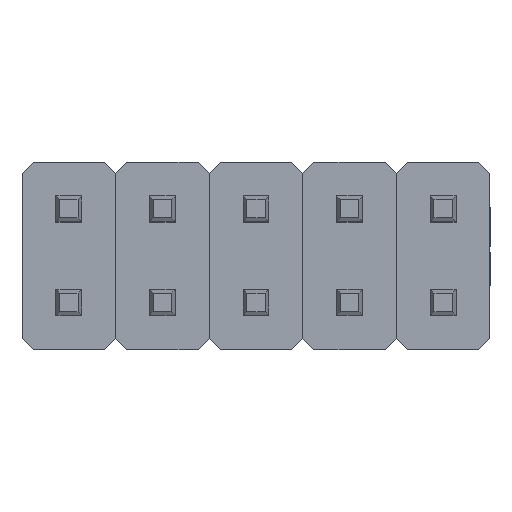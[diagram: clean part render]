
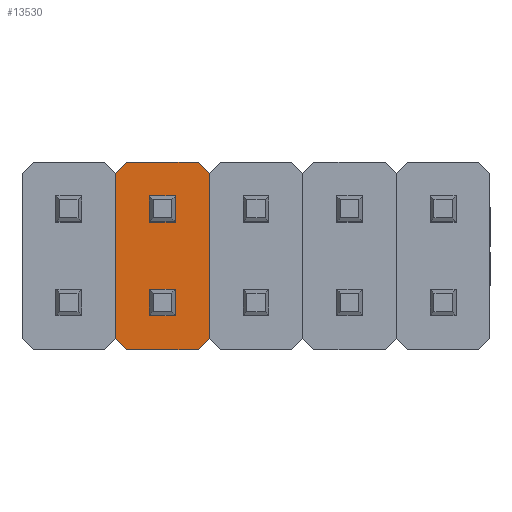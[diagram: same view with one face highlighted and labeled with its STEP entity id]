
A CAD part, top view. The second image highlights one B-rep face of the part: STEP entity #13530.
In plain terms, the highlighted planar face has unit normal (0, 0, 1).
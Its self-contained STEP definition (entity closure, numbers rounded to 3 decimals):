
#27 = EDGE_LOOP ( 'NONE', ( #11951, #9630, #3241, #7499 ) ) ;
#134 = LINE ( 'NONE', #4099, #14520 ) ;
#439 = CARTESIAN_POINT ( 'NONE',  ( -2.19, 1.62, 2.5 ) ) ;
#487 = ORIENTED_EDGE ( 'NONE', *, *, #6070, .F. ) ;
#635 = CARTESIAN_POINT ( 'NONE',  ( -2.19, -0.92, 2.5 ) ) ;
#984 = PLANE ( 'NONE',  #12338 ) ;
#1124 = VECTOR ( 'NONE', #12455, 1000. ) ;
#1132 = CARTESIAN_POINT ( 'NONE',  ( -2.54, 1.62, 2.5 ) ) ;
#1221 = CARTESIAN_POINT ( 'NONE',  ( -2.54, 1.27, 2.5 ) ) ;
#1297 = ORIENTED_EDGE ( 'NONE', *, *, #8902, .F. ) ;
#1565 = VECTOR ( 'NONE', #7723, 1000. ) ;
#1883 = VECTOR ( 'NONE', #6017, 1000. ) ;
#2060 = EDGE_CURVE ( 'NONE', #2294, #11814, #9581, .T. ) ;
#2215 = LINE ( 'NONE', #4690, #1883 ) ;
#2238 = CARTESIAN_POINT ( 'NONE',  ( -3.51, 2.54, 2.5 ) ) ;
#2268 = EDGE_CURVE ( 'NONE', #9719, #3076, #10425, .T. ) ;
#2294 = VERTEX_POINT ( 'NONE', #439 ) ;
#2321 = ORIENTED_EDGE ( 'NONE', *, *, #15639, .T. ) ;
#2535 = DIRECTION ( 'NONE',  ( 1., 0., 0. ) ) ;
#2613 = VECTOR ( 'NONE', #14213, 1000. ) ;
#2648 = CARTESIAN_POINT ( 'NONE',  ( -3.81, 2.24, 2.5 ) ) ;
#2685 = VERTEX_POINT ( 'NONE', #11728 ) ;
#2724 = EDGE_CURVE ( 'NONE', #4145, #11743, #13950, .T. ) ;
#3076 = VERTEX_POINT ( 'NONE', #12339 ) ;
#3241 = ORIENTED_EDGE ( 'NONE', *, *, #10194, .F. ) ;
#3320 = LINE ( 'NONE', #10925, #15790 ) ;
#3694 = VECTOR ( 'NONE', #4186, 1000. ) ;
#3699 = FACE_BOUND ( 'NONE', #15755, .T. ) ;
#3711 = DIRECTION ( 'NONE',  ( -1., 0., 0. ) ) ;
#4024 = CARTESIAN_POINT ( 'NONE',  ( -1.27, 2.24, 2.5 ) ) ;
#4099 = CARTESIAN_POINT ( 'NONE',  ( -2.54, -1.62, 2.5 ) ) ;
#4145 = VERTEX_POINT ( 'NONE', #15776 ) ;
#4150 = VERTEX_POINT ( 'NONE', #8722 ) ;
#4186 = DIRECTION ( 'NONE',  ( 0., -1., 0. ) ) ;
#4204 = DIRECTION ( 'NONE',  ( 0., 1., 0. ) ) ;
#4205 = DIRECTION ( 'NONE',  ( 0., 1., 0. ) ) ;
#4463 = VECTOR ( 'NONE', #6097, 1000. ) ;
#4690 = CARTESIAN_POINT ( 'NONE',  ( -2.89, 1.27, 2.5 ) ) ;
#4785 = ORIENTED_EDGE ( 'NONE', *, *, #7628, .T. ) ;
#4870 = FACE_OUTER_BOUND ( 'NONE', #8541, .T. ) ;
#5062 = CARTESIAN_POINT ( 'NONE',  ( -3.81, 2.24, 2.5 ) ) ;
#5113 = VERTEX_POINT ( 'NONE', #14171 ) ;
#5155 = ORIENTED_EDGE ( 'NONE', *, *, #10397, .T. ) ;
#5169 = ORIENTED_EDGE ( 'NONE', *, *, #10018, .T. ) ;
#5365 = CARTESIAN_POINT ( 'NONE',  ( -1.57, 2.54, 2.5 ) ) ;
#5533 = VECTOR ( 'NONE', #10965, 1000. ) ;
#5537 = CARTESIAN_POINT ( 'NONE',  ( -2.89, -1.62, 2.5 ) ) ;
#5569 = VECTOR ( 'NONE', #10389, 1000. ) ;
#5688 = CARTESIAN_POINT ( 'NONE',  ( -1.27, 2.24, 2.5 ) ) ;
#5952 = VERTEX_POINT ( 'NONE', #15004 ) ;
#5988 = EDGE_CURVE ( 'NONE', #6268, #4145, #13540, .T. ) ;
#6017 = DIRECTION ( 'NONE',  ( 0., -1., 0. ) ) ;
#6070 = EDGE_CURVE ( 'NONE', #15155, #2294, #8033, .T. ) ;
#6097 = DIRECTION ( 'NONE',  ( -1., 0., 0. ) ) ;
#6237 = CARTESIAN_POINT ( 'NONE',  ( -2.19, 0.92, 2.5 ) ) ;
#6268 = VERTEX_POINT ( 'NONE', #12574 ) ;
#6269 = DIRECTION ( 'NONE',  ( 0., 0., 1. ) ) ;
#6327 = CARTESIAN_POINT ( 'NONE',  ( -3.81, -2.24, 2.5 ) ) ;
#6516 = ORIENTED_EDGE ( 'NONE', *, *, #2268, .T. ) ;
#6601 = ORIENTED_EDGE ( 'NONE', *, *, #2724, .T. ) ;
#6887 = DIRECTION ( 'NONE',  ( 1., 0., 0. ) ) ;
#7321 = DIRECTION ( 'NONE',  ( -1., 0., 0. ) ) ;
#7427 = EDGE_CURVE ( 'NONE', #16073, #5952, #3320, .T. ) ;
#7467 = LINE ( 'NONE', #13934, #1124 ) ;
#7499 = ORIENTED_EDGE ( 'NONE', *, *, #7427, .F. ) ;
#7589 = ORIENTED_EDGE ( 'NONE', *, *, #5988, .T. ) ;
#7628 = EDGE_CURVE ( 'NONE', #2685, #9719, #15737, .T. ) ;
#7723 = DIRECTION ( 'NONE',  ( -0.707, -0.707, 0. ) ) ;
#8019 = CARTESIAN_POINT ( 'NONE',  ( -2.89, 1.27, 2.5 ) ) ;
#8033 = LINE ( 'NONE', #14094, #13633 ) ;
#8130 = ORIENTED_EDGE ( 'NONE', *, *, #9032, .T. ) ;
#8174 = LINE ( 'NONE', #8019, #3694 ) ;
#8220 = VECTOR ( 'NONE', #8811, 1000. ) ;
#8427 = CARTESIAN_POINT ( 'NONE',  ( -2.89, 1.62, 2.5 ) ) ;
#8541 = EDGE_LOOP ( 'NONE', ( #5169, #4785, #6516, #8130, #2321, #7589, #6601, #5155 ) ) ;
#8573 = CARTESIAN_POINT ( 'NONE',  ( -2.19, 1.27, 2.5 ) ) ;
#8603 = FACE_BOUND ( 'NONE', #27, .T. ) ;
#8722 = CARTESIAN_POINT ( 'NONE',  ( -2.89, 0.92, 2.5 ) ) ;
#8811 = DIRECTION ( 'NONE',  ( 0., 1., 0. ) ) ;
#8902 = EDGE_CURVE ( 'NONE', #4150, #15155, #7467, .T. ) ;
#9032 = EDGE_CURVE ( 'NONE', #3076, #15921, #9416, .T. ) ;
#9201 = CARTESIAN_POINT ( 'NONE',  ( -1.57, -2.54, 2.5 ) ) ;
#9416 = LINE ( 'NONE', #5688, #14815 ) ;
#9463 = CARTESIAN_POINT ( 'NONE',  ( -1.57, -2.54, 2.5 ) ) ;
#9581 = LINE ( 'NONE', #1132, #4463 ) ;
#9630 = ORIENTED_EDGE ( 'NONE', *, *, #15950, .F. ) ;
#9719 = VERTEX_POINT ( 'NONE', #9463 ) ;
#9930 = LINE ( 'NONE', #5062, #10278 ) ;
#10018 = EDGE_CURVE ( 'NONE', #12311, #2685, #12196, .T. ) ;
#10194 = EDGE_CURVE ( 'NONE', #5952, #13332, #8174, .T. ) ;
#10278 = VECTOR ( 'NONE', #11240, 1000. ) ;
#10389 = DIRECTION ( 'NONE',  ( -0.707, 0.707, 0. ) ) ;
#10397 = EDGE_CURVE ( 'NONE', #11743, #12311, #9930, .T. ) ;
#10425 = LINE ( 'NONE', #9201, #2613 ) ;
#10553 = LINE ( 'NONE', #5365, #5569 ) ;
#10925 = CARTESIAN_POINT ( 'NONE',  ( -2.54, -0.92, 2.5 ) ) ;
#10950 = EDGE_CURVE ( 'NONE', #11814, #4150, #2215, .T. ) ;
#10965 = DIRECTION ( 'NONE',  ( 0.707, -0.707, 0. ) ) ;
#11182 = LINE ( 'NONE', #8573, #8220 ) ;
#11240 = DIRECTION ( 'NONE',  ( 0., -1., 0. ) ) ;
#11265 = VECTOR ( 'NONE', #3711, 1000. ) ;
#11728 = CARTESIAN_POINT ( 'NONE',  ( -3.51, -2.54, 2.5 ) ) ;
#11743 = VERTEX_POINT ( 'NONE', #13348 ) ;
#11814 = VERTEX_POINT ( 'NONE', #8427 ) ;
#11951 = ORIENTED_EDGE ( 'NONE', *, *, #15169, .F. ) ;
#12137 = VECTOR ( 'NONE', #6887, 1000. ) ;
#12196 = LINE ( 'NONE', #16050, #5533 ) ;
#12311 = VERTEX_POINT ( 'NONE', #6327 ) ;
#12338 = AXIS2_PLACEMENT_3D ( 'NONE', #1221, #6269, #2535 ) ;
#12339 = CARTESIAN_POINT ( 'NONE',  ( -1.27, -2.24, 2.5 ) ) ;
#12455 = DIRECTION ( 'NONE',  ( 1., 0., 0. ) ) ;
#12574 = CARTESIAN_POINT ( 'NONE',  ( -1.57, 2.54, 2.5 ) ) ;
#12827 = DIRECTION ( 'NONE',  ( 1., 0., 0. ) ) ;
#12865 = CARTESIAN_POINT ( 'NONE',  ( -3.51, -2.54, 2.5 ) ) ;
#13189 = ORIENTED_EDGE ( 'NONE', *, *, #10950, .F. ) ;
#13332 = VERTEX_POINT ( 'NONE', #5537 ) ;
#13348 = CARTESIAN_POINT ( 'NONE',  ( -3.81, 2.24, 2.5 ) ) ;
#13530 = ADVANCED_FACE ( 'NONE', ( #4870, #3699, #8603 ), #984, .T. ) ;
#13540 = LINE ( 'NONE', #2238, #11265 ) ;
#13633 = VECTOR ( 'NONE', #4204, 1000. ) ;
#13934 = CARTESIAN_POINT ( 'NONE',  ( -2.54, 0.92, 2.5 ) ) ;
#13950 = LINE ( 'NONE', #2648, #1565 ) ;
#14094 = CARTESIAN_POINT ( 'NONE',  ( -2.19, 1.27, 2.5 ) ) ;
#14171 = CARTESIAN_POINT ( 'NONE',  ( -2.19, -1.62, 2.5 ) ) ;
#14213 = DIRECTION ( 'NONE',  ( 0.707, 0.707, 0. ) ) ;
#14520 = VECTOR ( 'NONE', #12827, 1000. ) ;
#14815 = VECTOR ( 'NONE', #4205, 1000. ) ;
#15004 = CARTESIAN_POINT ( 'NONE',  ( -2.89, -0.92, 2.5 ) ) ;
#15155 = VERTEX_POINT ( 'NONE', #6237 ) ;
#15169 = EDGE_CURVE ( 'NONE', #5113, #16073, #11182, .T. ) ;
#15639 = EDGE_CURVE ( 'NONE', #15921, #6268, #10553, .T. ) ;
#15737 = LINE ( 'NONE', #12865, #12137 ) ;
#15755 = EDGE_LOOP ( 'NONE', ( #487, #1297, #13189, #15997 ) ) ;
#15776 = CARTESIAN_POINT ( 'NONE',  ( -3.51, 2.54, 2.5 ) ) ;
#15790 = VECTOR ( 'NONE', #7321, 1000. ) ;
#15921 = VERTEX_POINT ( 'NONE', #4024 ) ;
#15950 = EDGE_CURVE ( 'NONE', #13332, #5113, #134, .T. ) ;
#15997 = ORIENTED_EDGE ( 'NONE', *, *, #2060, .F. ) ;
#16050 = CARTESIAN_POINT ( 'NONE',  ( -3.81, -2.24, 2.5 ) ) ;
#16073 = VERTEX_POINT ( 'NONE', #635 ) ;
